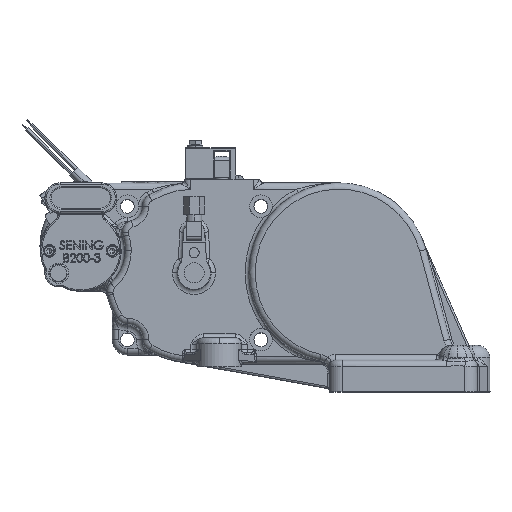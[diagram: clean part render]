
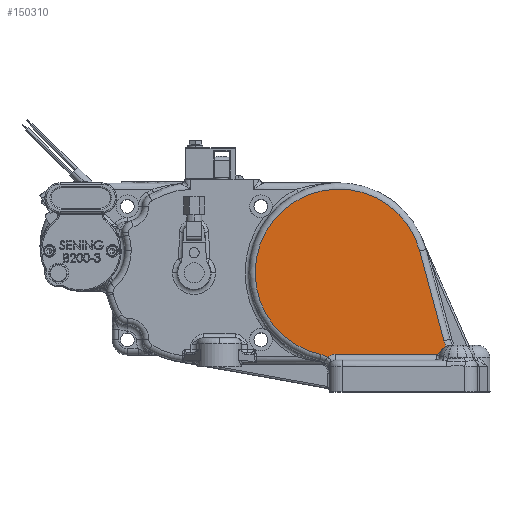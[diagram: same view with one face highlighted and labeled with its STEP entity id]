
A CAD part, top view. The second image highlights one B-rep face of the part: STEP entity #150310.
In plain terms, the highlighted planar face has unit normal (0, 0, 1).
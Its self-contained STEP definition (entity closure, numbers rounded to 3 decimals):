
#18202 = CARTESIAN_POINT ( 'NONE',  ( -9.218, -67.093, 85.5 ) ) ;
#18377 = CARTESIAN_POINT ( 'NONE',  ( 0., 0., 85.5 ) ) ;
#18411 = PLANE ( 'NONE',  #94812 ) ;
#18461 = DIRECTION ( 'NONE',  ( 0., 0., 1. ) ) ;
#18465 = DIRECTION ( 'NONE',  ( 1., 0., 0. ) ) ;
#18668 = CARTESIAN_POINT ( 'NONE',  ( 76.267, -64.5, 85.5 ) ) ;
#19473 = CARTESIAN_POINT ( 'NONE',  ( -2.5, -64.5, 85.5 ) ) ;
#19640 = CARTESIAN_POINT ( 'NONE',  ( -14.279, -64.949, 85.5 ) ) ;
#19916 = CARTESIAN_POINT ( 'NONE',  ( 64.234, 17.211, 85.5 ) ) ;
#20418 = CARTESIAN_POINT ( 'NONE',  ( 84.993, -58.54, 85.5 ) ) ;
#21970 = CARTESIAN_POINT ( 'NONE',  ( 83.347, -54.118, 85.5 ) ) ;
#29825 = VERTEX_POINT ( 'NONE', #20418 ) ;
#29897 = VERTEX_POINT ( 'NONE', #19473 ) ;
#30165 = VERTEX_POINT ( 'NONE', #21970 ) ;
#31533 = VERTEX_POINT ( 'NONE', #18202 ) ;
#31778 = VERTEX_POINT ( 'NONE', #19640 ) ;
#31949 = VERTEX_POINT ( 'NONE', #18668 ) ;
#32062 = VERTEX_POINT ( 'NONE', #19916 ) ;
#38680 = ORIENTED_EDGE ( 'NONE', *, *, #146851, .T. ) ;
#39252 = ORIENTED_EDGE ( 'NONE', *, *, #146847, .T. ) ;
#39269 = ORIENTED_EDGE ( 'NONE', *, *, #146856, .T. ) ;
#39639 = ORIENTED_EDGE ( 'NONE', *, *, #146844, .T. ) ;
#76270 = AXIS2_PLACEMENT_3D ( 'NONE', #137661, #137672, #137673 ) ;
#76282 = AXIS2_PLACEMENT_3D ( 'NONE', #137671, #137689, #137690 ) ;
#76284 = AXIS2_PLACEMENT_3D ( 'NONE', #137675, #137692, #137693 ) ;
#76288 = AXIS2_PLACEMENT_3D ( 'NONE', #137728, #137736, #137737 ) ;
#94812 = AXIS2_PLACEMENT_3D ( 'NONE', #18377, #18461, #18465 ) ;
#103203 = ORIENTED_EDGE ( 'NONE', *, *, #146849, .T. ) ;
#103378 = ORIENTED_EDGE ( 'NONE', *, *, #146854, .T. ) ;
#103381 = ORIENTED_EDGE ( 'NONE', *, *, #146835, .T. ) ;
#111258 = EDGE_LOOP ( 'NONE', ( #38680, #103203, #103381, #103378, #39639, #39252, #39269 ) ) ;
#124598 = CIRCLE ( 'NONE', #76270, 25. ) ;
#124603 = LINE ( 'NONE', #137730, #124606 ) ;
#124605 = CIRCLE ( 'NONE', #76282, 66.5 ) ;
#124606 = VECTOR ( 'NONE', #137731, 1000. ) ;
#124607 = CIRCLE ( 'NONE', #76284, 15. ) ;
#124608 = LINE ( 'NONE', #137734, #124609 ) ;
#124609 = VECTOR ( 'NONE', #137735, 1000. ) ;
#124612 = CIRCLE ( 'NONE', #76288, 10. ) ;
#137661 = CARTESIAN_POINT ( 'NONE',  ( 107.495, -47.647, 85.5 ) ) ;
#137671 = CARTESIAN_POINT ( 'NONE',  ( 0., 0., 85.5 ) ) ;
#137672 = DIRECTION ( 'NONE',  ( 0., 0., -1. ) ) ;
#137673 = DIRECTION ( 'NONE',  ( 1., 0., 0. ) ) ;
#137675 = CARTESIAN_POINT ( 'NONE',  ( -17.5, -79.599, 85.5 ) ) ;
#137689 = DIRECTION ( 'NONE',  ( 0., 0., 1. ) ) ;
#137690 = DIRECTION ( 'NONE',  ( 1., 0., 0. ) ) ;
#137691 = CARTESIAN_POINT ( 'NONE',  ( 76.267, -64.5, 85.5 ) ) ;
#137692 = DIRECTION ( 'NONE',  ( 0., 0., -1. ) ) ;
#137693 = DIRECTION ( 'NONE',  ( 1., 0., 0. ) ) ;
#137695 = CARTESIAN_POINT ( 'NONE',  ( 76.352, -64.584, 85.5 ) ) ;
#137696 = CARTESIAN_POINT ( 'NONE',  ( 76.44, -64.665, 85.5 ) ) ;
#137697 = CARTESIAN_POINT ( 'NONE',  ( 76.626, -64.815, 85.5 ) ) ;
#137698 = CARTESIAN_POINT ( 'NONE',  ( 76.724, -64.884, 85.5 ) ) ;
#137699 = CARTESIAN_POINT ( 'NONE',  ( 76.934, -64.995, 85.5 ) ) ;
#137701 = CARTESIAN_POINT ( 'NONE',  ( 77.049, -65.037, 85.5 ) ) ;
#137703 = CARTESIAN_POINT ( 'NONE',  ( 77.286, -65.065, 85.5 ) ) ;
#137706 = CARTESIAN_POINT ( 'NONE',  ( 77.408, -65.05, 85.5 ) ) ;
#137708 = CARTESIAN_POINT ( 'NONE',  ( 77.636, -64.974, 85.5 ) ) ;
#137709 = CARTESIAN_POINT ( 'NONE',  ( 77.742, -64.916, 85.5 ) ) ;
#137711 = CARTESIAN_POINT ( 'NONE',  ( 77.939, -64.781, 85.5 ) ) ;
#137712 = CARTESIAN_POINT ( 'NONE',  ( 78.032, -64.704, 85.5 ) ) ;
#137713 = CARTESIAN_POINT ( 'NONE',  ( 78.296, -64.464, 85.5 ) ) ;
#137714 = CARTESIAN_POINT ( 'NONE',  ( 78.458, -64.29, 85.5 ) ) ;
#137715 = CARTESIAN_POINT ( 'NONE',  ( 78.929, -63.757, 85.5 ) ) ;
#137716 = CARTESIAN_POINT ( 'NONE',  ( 79.228, -63.386, 85.5 ) ) ;
#137717 = CARTESIAN_POINT ( 'NONE',  ( 79.838, -62.658, 85.5 ) ) ;
#137718 = CARTESIAN_POINT ( 'NONE',  ( 80.147, -62.298, 85.5 ) ) ;
#137719 = CARTESIAN_POINT ( 'NONE',  ( 81.108, -61.255, 85.5 ) ) ;
#137720 = CARTESIAN_POINT ( 'NONE',  ( 81.793, -60.605, 85.5 ) ) ;
#137721 = CARTESIAN_POINT ( 'NONE',  ( 82.922, -59.738, 85.5 ) ) ;
#137722 = CARTESIAN_POINT ( 'NONE',  ( 83.317, -59.465, 85.5 ) ) ;
#137723 = CARTESIAN_POINT ( 'NONE',  ( 84.135, -58.966, 85.5 ) ) ;
#137724 = CARTESIAN_POINT ( 'NONE',  ( 84.557, -58.74, 85.5 ) ) ;
#137726 = CARTESIAN_POINT ( 'NONE',  ( 84.993, -58.54, 85.5 ) ) ;
#137728 = CARTESIAN_POINT ( 'NONE',  ( -2.5, -74.5, 85.5 ) ) ;
#137730 = CARTESIAN_POINT ( 'NONE',  ( 81.351, -64.5, 85.5 ) ) ;
#137731 = DIRECTION ( 'NONE',  ( 1., 0., 0. ) ) ;
#137734 = CARTESIAN_POINT ( 'NONE',  ( 64.234, 17.211, 85.5 ) ) ;
#137735 = DIRECTION ( 'NONE',  ( -0.259, 0.966, 0. ) ) ;
#137736 = DIRECTION ( 'NONE',  ( 0., 0., -1. ) ) ;
#137737 = DIRECTION ( 'NONE',  ( 1., 0., 0. ) ) ;
#146835 = EDGE_CURVE ( 'NONE', #29825, #30165, #124598, .T. ) ;
#146844 = EDGE_CURVE ( 'NONE', #32062, #31778, #124605, .T. ) ;
#146847 = EDGE_CURVE ( 'NONE', #31778, #31533, #124607, .T. ) ;
#146849 = EDGE_CURVE ( 'NONE', #31949, #29825, #151387, .T. ) ;
#146851 = EDGE_CURVE ( 'NONE', #29897, #31949, #124603, .T. ) ;
#146854 = EDGE_CURVE ( 'NONE', #30165, #32062, #124608, .T. ) ;
#146856 = EDGE_CURVE ( 'NONE', #31533, #29897, #124612, .T. ) ;
#150310 = ADVANCED_FACE ( 'NONE', ( #156210 ), #18411, .T. ) ;
#151387 = B_SPLINE_CURVE_WITH_KNOTS ( 'NONE', 3,
 ( #137691, #137695, #137696, #137697, #137698, #137699, #137701, #137703, #137706, #137708, #137709, #137711, #137712, #137713, #137714, #137715, #137716, #137717, #137718, #137719, #137720, #137721, #137722, #137723, #137724, #137726 ),
 .UNSPECIFIED., .F., .F.,
 ( 4, 2, 2, 2, 2, 2, 2, 2, 2, 2, 2, 2, 4 ),
 ( 0., 0., 0.001, 0.001, 0.001, 0.002, 0.002, 0.003, 0.004, 0.006, 0.009, 0.01, 0.011 ),
 .UNSPECIFIED. ) ;
#156210 = FACE_OUTER_BOUND ( 'NONE', #111258, .T. ) ;
